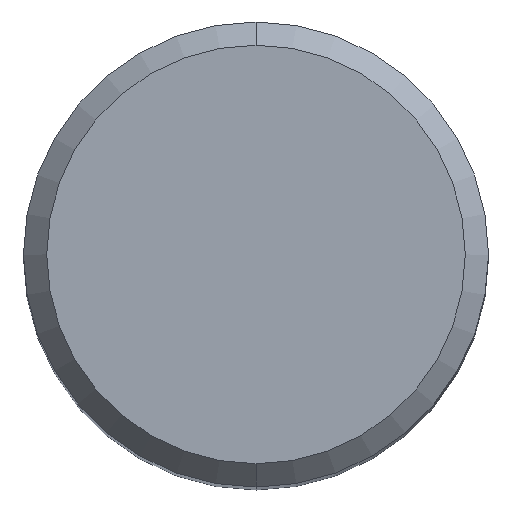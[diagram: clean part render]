
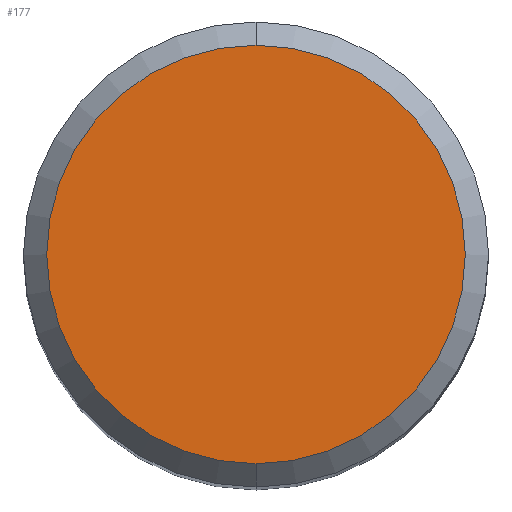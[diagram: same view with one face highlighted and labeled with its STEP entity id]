
A CAD part, top view. The second image highlights one B-rep face of the part: STEP entity #177.
In plain terms, the highlighted planar face has unit normal (0, 0, 1).
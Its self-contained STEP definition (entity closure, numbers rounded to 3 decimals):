
#177=ADVANCED_FACE('',(#468),#469,.T.);
#189=VERTEX_POINT('',#483);
#213=EDGE_CURVE('',#189,#425,#510,.T.);
#357=EDGE_CURVE('',#425,#189,#669,.T.);
#425=VERTEX_POINT('',#743);
#468=FACE_OUTER_BOUND('',#792,.T.);
#469=PLANE('',#793);
#483=CARTESIAN_POINT('',(0.0,5.4,0.0));
#510=CIRCLE('',#881,5.4);
#669=CIRCLE('',#1246,5.4);
#743=CARTESIAN_POINT('',(0.,-5.4,0.0));
#792=EDGE_LOOP('',(#1448,#1449));
#793=AXIS2_PLACEMENT_3D('',#1450,#1451,#1452);
#881=AXIS2_PLACEMENT_3D('',#1502,#1503,#1504);
#1246=AXIS2_PLACEMENT_3D('',#1704,#1705,#1706);
#1448=ORIENTED_EDGE('',*,*,#213,.F.);
#1449=ORIENTED_EDGE('',*,*,#357,.F.);
#1450=CARTESIAN_POINT('',(0.0,2.7,0.0));
#1451=DIRECTION('',(-0.0,0.0,1.0));
#1452=DIRECTION('',(0.0,-1.0,0.0));
#1502=CARTESIAN_POINT('',(0.0,0.0,0.0));
#1503=DIRECTION('',(0.0,0.0,-1.0));
#1504=DIRECTION('',(0.0,1.0,0.0));
#1704=CARTESIAN_POINT('',(0.0,0.0,0.0));
#1705=DIRECTION('',(0.0,0.0,-1.0));
#1706=DIRECTION('',(0.0,1.0,0.0));
